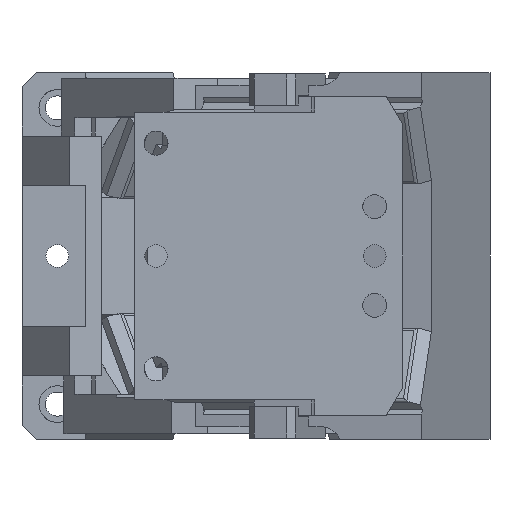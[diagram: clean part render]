
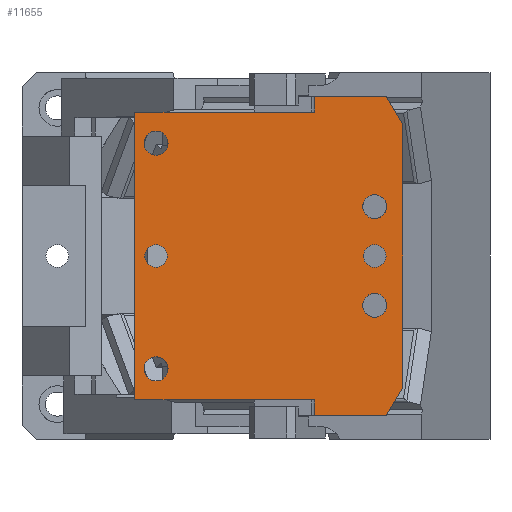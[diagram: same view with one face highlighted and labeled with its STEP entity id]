
A CAD part, front view. The second image highlights one B-rep face of the part: STEP entity #11655.
In plain terms, the highlighted planar face has unit normal (0, -1, 0).
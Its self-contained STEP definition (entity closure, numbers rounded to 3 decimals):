
#11431=CARTESIAN_POINT('Axis2P3D Location',(-70.,-115.,-35.)) ;
#11435=CARTESIAN_POINT('Vertex',(-70.,-115.,-43.5)) ;
#11437=CARTESIAN_POINT('Vertex',(-70.,-115.,-26.5)) ;
#11462=CARTESIAN_POINT('Axis2P3D Location',(-70.,-115.,-35.)) ;
#11474=CARTESIAN_POINT('Axis2P3D Location',(-240.,-115.,113.)) ;
#11479=CARTESIAN_POINT('Line Origine',(-50.,-115.,0.)) ;
#11483=CARTESIAN_POINT('Vertex',(-50.,-115.,93.)) ;
#11485=CARTESIAN_POINT('Vertex',(-50.,-115.,-93.)) ;
#11488=CARTESIAN_POINT('Line Origine',(-56.,-115.,103.)) ;
#11492=CARTESIAN_POINT('Vertex',(-62.,-115.,113.)) ;
#11495=CARTESIAN_POINT('Line Origine',(-87.277,-115.,113.)) ;
#11499=CARTESIAN_POINT('Vertex',(-112.554,-115.,113.)) ;
#11502=CARTESIAN_POINT('Line Origine',(-112.554,-115.,107.5)) ;
#11506=CARTESIAN_POINT('Vertex',(-112.554,-115.,102.)) ;
#11509=CARTESIAN_POINT('Line Origine',(-176.277,-115.,102.)) ;
#11513=CARTESIAN_POINT('Vertex',(-240.,-115.,102.)) ;
#11516=CARTESIAN_POINT('Line Origine',(-240.,-115.,0.)) ;
#11520=CARTESIAN_POINT('Vertex',(-240.,-115.,-102.)) ;
#11523=CARTESIAN_POINT('Line Origine',(-176.277,-115.,-102.)) ;
#11527=CARTESIAN_POINT('Vertex',(-112.554,-115.,-102.)) ;
#11530=CARTESIAN_POINT('Line Origine',(-112.554,-115.,-107.5)) ;
#11534=CARTESIAN_POINT('Vertex',(-112.554,-115.,-113.)) ;
#11537=CARTESIAN_POINT('Line Origine',(-87.277,-115.,-113.)) ;
#11541=CARTESIAN_POINT('Vertex',(-62.,-115.,-113.)) ;
#11544=CARTESIAN_POINT('Line Origine',(-56.,-115.,-103.)) ;
#11561=CARTESIAN_POINT('Axis2P3D Location',(-225.,-115.,0.)) ;
#11565=CARTESIAN_POINT('Vertex',(-225.,-115.,-8.)) ;
#11567=CARTESIAN_POINT('Vertex',(-225.,-115.,8.)) ;
#11570=CARTESIAN_POINT('Axis2P3D Location',(-225.,-115.,0.)) ;
#11579=CARTESIAN_POINT('Axis2P3D Location',(-70.,-115.,0.)) ;
#11583=CARTESIAN_POINT('Vertex',(-70.,-115.,-8.)) ;
#11585=CARTESIAN_POINT('Vertex',(-70.,-115.,8.)) ;
#11588=CARTESIAN_POINT('Axis2P3D Location',(-70.,-115.,0.)) ;
#11597=CARTESIAN_POINT('Axis2P3D Location',(-225.,-115.,-80.)) ;
#11601=CARTESIAN_POINT('Vertex',(-225.,-115.,-71.5)) ;
#11603=CARTESIAN_POINT('Vertex',(-225.,-115.,-88.5)) ;
#11606=CARTESIAN_POINT('Axis2P3D Location',(-225.,-115.,-80.)) ;
#11615=CARTESIAN_POINT('Axis2P3D Location',(-225.,-115.,80.)) ;
#11619=CARTESIAN_POINT('Vertex',(-225.,-115.,88.5)) ;
#11621=CARTESIAN_POINT('Vertex',(-225.,-115.,71.5)) ;
#11624=CARTESIAN_POINT('Axis2P3D Location',(-225.,-115.,80.)) ;
#11637=CARTESIAN_POINT('Axis2P3D Location',(-70.,-115.,35.)) ;
#11641=CARTESIAN_POINT('Vertex',(-70.,-115.,43.5)) ;
#11643=CARTESIAN_POINT('Vertex',(-70.,-115.,26.5)) ;
#11646=CARTESIAN_POINT('Axis2P3D Location',(-70.,-115.,35.)) ;
#11432=DIRECTION('Axis2P3D Direction',(-0.,1.,0.)) ;
#11463=DIRECTION('Axis2P3D Direction',(-0.,1.,0.)) ;
#11475=DIRECTION('Axis2P3D Direction',(0.,1.,0.)) ;
#11476=DIRECTION('Axis2P3D XDirection',(0.,0.,1.)) ;
#11480=DIRECTION('Vector Direction',(0.,0.,-1.)) ;
#11489=DIRECTION('Vector Direction',(-0.514,0.,0.857)) ;
#11496=DIRECTION('Vector Direction',(1.,0.,0.)) ;
#11503=DIRECTION('Vector Direction',(0.,0.,1.)) ;
#11510=DIRECTION('Vector Direction',(1.,0.,0.)) ;
#11517=DIRECTION('Vector Direction',(0.,0.,-1.)) ;
#11524=DIRECTION('Vector Direction',(-1.,0.,0.)) ;
#11531=DIRECTION('Vector Direction',(0.,0.,-1.)) ;
#11538=DIRECTION('Vector Direction',(1.,0.,0.)) ;
#11545=DIRECTION('Vector Direction',(0.514,0.,0.857)) ;
#11562=DIRECTION('Axis2P3D Direction',(0.,1.,0.)) ;
#11571=DIRECTION('Axis2P3D Direction',(0.,1.,0.)) ;
#11580=DIRECTION('Axis2P3D Direction',(0.,1.,0.)) ;
#11589=DIRECTION('Axis2P3D Direction',(0.,1.,0.)) ;
#11598=DIRECTION('Axis2P3D Direction',(0.,1.,0.)) ;
#11607=DIRECTION('Axis2P3D Direction',(0.,1.,0.)) ;
#11616=DIRECTION('Axis2P3D Direction',(0.,1.,0.)) ;
#11625=DIRECTION('Axis2P3D Direction',(0.,1.,0.)) ;
#11638=DIRECTION('Axis2P3D Direction',(0.,1.,0.)) ;
#11647=DIRECTION('Axis2P3D Direction',(0.,1.,0.)) ;
#11433=AXIS2_PLACEMENT_3D('Circle Axis2P3D',#11431,#11432,$) ;
#11464=AXIS2_PLACEMENT_3D('Circle Axis2P3D',#11462,#11463,$) ;
#11477=AXIS2_PLACEMENT_3D('Plane Axis2P3D',#11474,#11475,#11476) ;
#11563=AXIS2_PLACEMENT_3D('Circle Axis2P3D',#11561,#11562,$) ;
#11572=AXIS2_PLACEMENT_3D('Circle Axis2P3D',#11570,#11571,$) ;
#11581=AXIS2_PLACEMENT_3D('Circle Axis2P3D',#11579,#11580,$) ;
#11590=AXIS2_PLACEMENT_3D('Circle Axis2P3D',#11588,#11589,$) ;
#11599=AXIS2_PLACEMENT_3D('Circle Axis2P3D',#11597,#11598,$) ;
#11608=AXIS2_PLACEMENT_3D('Circle Axis2P3D',#11606,#11607,$) ;
#11617=AXIS2_PLACEMENT_3D('Circle Axis2P3D',#11615,#11616,$) ;
#11626=AXIS2_PLACEMENT_3D('Circle Axis2P3D',#11624,#11625,$) ;
#11639=AXIS2_PLACEMENT_3D('Circle Axis2P3D',#11637,#11638,$) ;
#11648=AXIS2_PLACEMENT_3D('Circle Axis2P3D',#11646,#11647,$) ;
#11550=ORIENTED_EDGE('',*,*,#11487,.F.) ;
#11551=ORIENTED_EDGE('',*,*,#11494,.T.) ;
#11552=ORIENTED_EDGE('',*,*,#11501,.F.) ;
#11553=ORIENTED_EDGE('',*,*,#11508,.F.) ;
#11554=ORIENTED_EDGE('',*,*,#11515,.F.) ;
#11555=ORIENTED_EDGE('',*,*,#11522,.T.) ;
#11556=ORIENTED_EDGE('',*,*,#11529,.F.) ;
#11557=ORIENTED_EDGE('',*,*,#11536,.T.) ;
#11558=ORIENTED_EDGE('',*,*,#11543,.T.) ;
#11559=ORIENTED_EDGE('',*,*,#11548,.T.) ;
#11576=ORIENTED_EDGE('',*,*,#11569,.T.) ;
#11577=ORIENTED_EDGE('',*,*,#11574,.T.) ;
#11594=ORIENTED_EDGE('',*,*,#11587,.T.) ;
#11595=ORIENTED_EDGE('',*,*,#11592,.T.) ;
#11612=ORIENTED_EDGE('',*,*,#11605,.T.) ;
#11613=ORIENTED_EDGE('',*,*,#11610,.T.) ;
#11630=ORIENTED_EDGE('',*,*,#11623,.T.) ;
#11631=ORIENTED_EDGE('',*,*,#11628,.T.) ;
#11634=ORIENTED_EDGE('',*,*,#11466,.T.) ;
#11635=ORIENTED_EDGE('',*,*,#11439,.T.) ;
#11652=ORIENTED_EDGE('',*,*,#11645,.T.) ;
#11653=ORIENTED_EDGE('',*,*,#11650,.T.) ;
#11578=FACE_BOUND('',#11575,.T.) ;
#11596=FACE_BOUND('',#11593,.T.) ;
#11614=FACE_BOUND('',#11611,.T.) ;
#11632=FACE_BOUND('',#11629,.T.) ;
#11636=FACE_BOUND('',#11633,.T.) ;
#11654=FACE_BOUND('',#11651,.T.) ;
#11481=VECTOR('Line Direction',#11480,1.) ;
#11490=VECTOR('Line Direction',#11489,1.) ;
#11497=VECTOR('Line Direction',#11496,1.) ;
#11504=VECTOR('Line Direction',#11503,1.) ;
#11511=VECTOR('Line Direction',#11510,1.) ;
#11518=VECTOR('Line Direction',#11517,1.) ;
#11525=VECTOR('Line Direction',#11524,1.) ;
#11532=VECTOR('Line Direction',#11531,1.) ;
#11539=VECTOR('Line Direction',#11538,1.) ;
#11546=VECTOR('Line Direction',#11545,1.) ;
#11655=ADVANCED_FACE('CAM DRIVER',(#11560,#11578,#11596,#11614,#11632,#11636,#11654),#11478,.F.) ;
#11434=CIRCLE('generated circle',#11433,8.5) ;
#11465=CIRCLE('generated circle',#11464,8.5) ;
#11564=CIRCLE('generated circle',#11563,8.) ;
#11573=CIRCLE('generated circle',#11572,8.) ;
#11582=CIRCLE('generated circle',#11581,8.) ;
#11591=CIRCLE('generated circle',#11590,8.) ;
#11600=CIRCLE('generated circle',#11599,8.5) ;
#11609=CIRCLE('generated circle',#11608,8.5) ;
#11618=CIRCLE('generated circle',#11617,8.5) ;
#11627=CIRCLE('generated circle',#11626,8.5) ;
#11640=CIRCLE('generated circle',#11639,8.5) ;
#11649=CIRCLE('generated circle',#11648,8.5) ;
#11439=EDGE_CURVE('',#11436,#11438,#11434,.T.) ;
#11466=EDGE_CURVE('',#11438,#11436,#11465,.T.) ;
#11487=EDGE_CURVE('',#11484,#11486,#11482,.T.) ;
#11494=EDGE_CURVE('',#11484,#11493,#11491,.T.) ;
#11501=EDGE_CURVE('',#11500,#11493,#11498,.T.) ;
#11508=EDGE_CURVE('',#11507,#11500,#11505,.T.) ;
#11515=EDGE_CURVE('',#11514,#11507,#11512,.T.) ;
#11522=EDGE_CURVE('',#11514,#11521,#11519,.T.) ;
#11529=EDGE_CURVE('',#11528,#11521,#11526,.T.) ;
#11536=EDGE_CURVE('',#11528,#11535,#11533,.T.) ;
#11543=EDGE_CURVE('',#11535,#11542,#11540,.T.) ;
#11548=EDGE_CURVE('',#11542,#11486,#11547,.T.) ;
#11569=EDGE_CURVE('',#11566,#11568,#11564,.T.) ;
#11574=EDGE_CURVE('',#11568,#11566,#11573,.T.) ;
#11587=EDGE_CURVE('',#11584,#11586,#11582,.T.) ;
#11592=EDGE_CURVE('',#11586,#11584,#11591,.T.) ;
#11605=EDGE_CURVE('',#11602,#11604,#11600,.T.) ;
#11610=EDGE_CURVE('',#11604,#11602,#11609,.T.) ;
#11623=EDGE_CURVE('',#11620,#11622,#11618,.T.) ;
#11628=EDGE_CURVE('',#11622,#11620,#11627,.T.) ;
#11645=EDGE_CURVE('',#11642,#11644,#11640,.T.) ;
#11650=EDGE_CURVE('',#11644,#11642,#11649,.T.) ;
#11549=EDGE_LOOP('',(#11550,#11551,#11552,#11553,#11554,#11555,#11556,#11557,#11558,#11559)) ;
#11575=EDGE_LOOP('',(#11576,#11577)) ;
#11593=EDGE_LOOP('',(#11594,#11595)) ;
#11611=EDGE_LOOP('',(#11612,#11613)) ;
#11629=EDGE_LOOP('',(#11630,#11631)) ;
#11633=EDGE_LOOP('',(#11634,#11635)) ;
#11651=EDGE_LOOP('',(#11652,#11653)) ;
#11560=FACE_OUTER_BOUND('',#11549,.T.) ;
#11482=LINE('Line',#11479,#11481) ;
#11491=LINE('Line',#11488,#11490) ;
#11498=LINE('Line',#11495,#11497) ;
#11505=LINE('Line',#11502,#11504) ;
#11512=LINE('Line',#11509,#11511) ;
#11519=LINE('Line',#11516,#11518) ;
#11526=LINE('Line',#11523,#11525) ;
#11533=LINE('Line',#11530,#11532) ;
#11540=LINE('Line',#11537,#11539) ;
#11547=LINE('Line',#11544,#11546) ;
#11478=PLANE('Plane',#11477) ;
#11436=VERTEX_POINT('',#11435) ;
#11438=VERTEX_POINT('',#11437) ;
#11484=VERTEX_POINT('',#11483) ;
#11486=VERTEX_POINT('',#11485) ;
#11493=VERTEX_POINT('',#11492) ;
#11500=VERTEX_POINT('',#11499) ;
#11507=VERTEX_POINT('',#11506) ;
#11514=VERTEX_POINT('',#11513) ;
#11521=VERTEX_POINT('',#11520) ;
#11528=VERTEX_POINT('',#11527) ;
#11535=VERTEX_POINT('',#11534) ;
#11542=VERTEX_POINT('',#11541) ;
#11566=VERTEX_POINT('',#11565) ;
#11568=VERTEX_POINT('',#11567) ;
#11584=VERTEX_POINT('',#11583) ;
#11586=VERTEX_POINT('',#11585) ;
#11602=VERTEX_POINT('',#11601) ;
#11604=VERTEX_POINT('',#11603) ;
#11620=VERTEX_POINT('',#11619) ;
#11622=VERTEX_POINT('',#11621) ;
#11642=VERTEX_POINT('',#11641) ;
#11644=VERTEX_POINT('',#11643) ;
